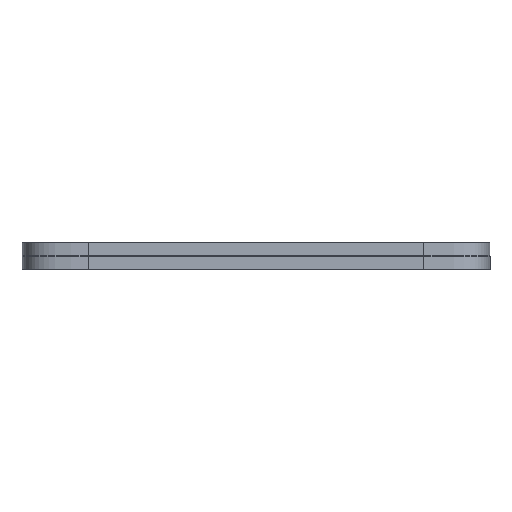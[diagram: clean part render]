
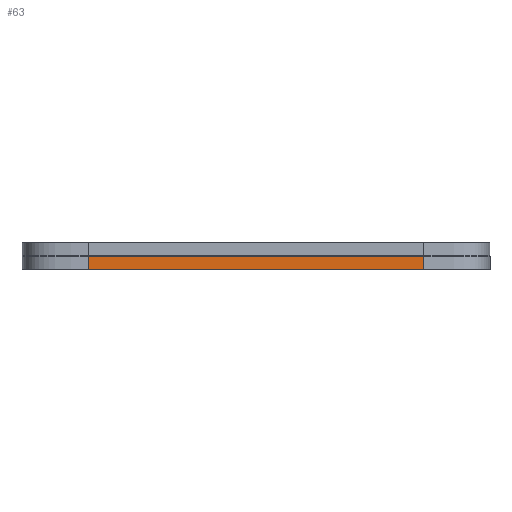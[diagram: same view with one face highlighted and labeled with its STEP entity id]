
A CAD part, front view. The second image highlights one B-rep face of the part: STEP entity #63.
In plain terms, the highlighted planar face has unit normal (0, -1, 0).
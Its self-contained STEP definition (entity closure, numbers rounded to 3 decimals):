
#63=ADVANCED_FACE('',(#171),#1885,.T.);
#171=FACE_OUTER_BOUND('',#279,.T.);
#279=EDGE_LOOP('',(#460,#461,#462,#463));
#460=ORIENTED_EDGE('',*,*,#1070,.T.);
#461=ORIENTED_EDGE('',*,*,#1071,.T.);
#462=ORIENTED_EDGE('',*,*,#1072,.F.);
#463=ORIENTED_EDGE('',*,*,#1068,.F.);
#1068=EDGE_CURVE('',#1678,#1679,#1500,.T.);
#1070=EDGE_CURVE('',#1678,#1680,#1502,.T.);
#1071=EDGE_CURVE('',#1680,#1681,#1503,.T.);
#1072=EDGE_CURVE('',#1679,#1681,#1504,.T.);
#1500=B_SPLINE_CURVE_WITH_KNOTS('',1,(#2724,#2725),.UNSPECIFIED.,.F.,.F.,
(2,2),(0.,3.),.UNSPECIFIED.);
#1502=B_SPLINE_CURVE_WITH_KNOTS('',5,(#2732,#2733,#2734,#2735,#2736,#2737,
#2738,#2739,#2740,#2741,#2742,#2743,#2744,#2745,#2746,#2747),
 .UNSPECIFIED.,.F.,.F.,(6,5,5,6),(204.354,239.354,245.354,
280.354),.UNSPECIFIED.);
#1503=B_SPLINE_CURVE_WITH_KNOTS('',1,(#2748,#2749),.UNSPECIFIED.,.F.,.F.,
(2,2),(0.,3.),.UNSPECIFIED.);
#1504=B_SPLINE_CURVE_WITH_KNOTS('',5,(#2750,#2751,#2752,#2753,#2754,#2755,
#2756,#2757,#2758,#2759,#2760,#2761,#2762,#2763,#2764,#2765),
 .UNSPECIFIED.,.F.,.F.,(6,5,5,6),(204.354,239.354,245.354,
280.354),.UNSPECIFIED.);
#1678=VERTEX_POINT('',#2432);
#1679=VERTEX_POINT('',#2433);
#1680=VERTEX_POINT('',#2434);
#1681=VERTEX_POINT('',#2435);
#1885=PLANE('',#2057);
#2057=AXIS2_PLACEMENT_3D('',#2295,#2140,$);
#2140=DIRECTION('',(0.,-1.,0.));
#2295=CARTESIAN_POINT('',(-633.012,53.506,20.965));
#2432=CARTESIAN_POINT('',(-633.012,53.506,20.965));
#2433=CARTESIAN_POINT('',(-633.012,53.506,23.965));
#2434=CARTESIAN_POINT('',(-557.012,53.506,20.965));
#2435=CARTESIAN_POINT('',(-557.012,53.506,23.965));
#2724=CARTESIAN_POINT('',(-633.012,53.506,20.965));
#2725=CARTESIAN_POINT('',(-633.012,53.506,23.965));
#2732=CARTESIAN_POINT('',(-633.012,53.506,20.965));
#2733=CARTESIAN_POINT('',(-626.012,53.506,20.965));
#2734=CARTESIAN_POINT('',(-619.012,53.506,20.965));
#2735=CARTESIAN_POINT('',(-612.012,53.506,20.965));
#2736=CARTESIAN_POINT('',(-605.012,53.506,20.965));
#2737=CARTESIAN_POINT('',(-598.012,53.506,20.965));
#2738=CARTESIAN_POINT('',(-596.812,53.506,20.965));
#2739=CARTESIAN_POINT('',(-595.612,53.506,20.965));
#2740=CARTESIAN_POINT('',(-594.412,53.506,20.965));
#2741=CARTESIAN_POINT('',(-593.212,53.506,20.965));
#2742=CARTESIAN_POINT('',(-592.012,53.506,20.965));
#2743=CARTESIAN_POINT('',(-585.012,53.506,20.965));
#2744=CARTESIAN_POINT('',(-578.012,53.506,20.965));
#2745=CARTESIAN_POINT('',(-571.012,53.506,20.965));
#2746=CARTESIAN_POINT('',(-564.012,53.506,20.965));
#2747=CARTESIAN_POINT('',(-557.012,53.506,20.965));
#2748=CARTESIAN_POINT('',(-557.012,53.506,20.965));
#2749=CARTESIAN_POINT('',(-557.012,53.506,23.965));
#2750=CARTESIAN_POINT('',(-633.012,53.506,23.965));
#2751=CARTESIAN_POINT('',(-626.012,53.506,23.965));
#2752=CARTESIAN_POINT('',(-619.012,53.506,23.965));
#2753=CARTESIAN_POINT('',(-612.012,53.506,23.965));
#2754=CARTESIAN_POINT('',(-605.012,53.506,23.965));
#2755=CARTESIAN_POINT('',(-598.012,53.506,23.965));
#2756=CARTESIAN_POINT('',(-596.812,53.506,23.965));
#2757=CARTESIAN_POINT('',(-595.612,53.506,23.965));
#2758=CARTESIAN_POINT('',(-594.412,53.506,23.965));
#2759=CARTESIAN_POINT('',(-593.212,53.506,23.965));
#2760=CARTESIAN_POINT('',(-592.012,53.506,23.965));
#2761=CARTESIAN_POINT('',(-585.012,53.506,23.965));
#2762=CARTESIAN_POINT('',(-578.012,53.506,23.965));
#2763=CARTESIAN_POINT('',(-571.012,53.506,23.965));
#2764=CARTESIAN_POINT('',(-564.012,53.506,23.965));
#2765=CARTESIAN_POINT('',(-557.012,53.506,23.965));
